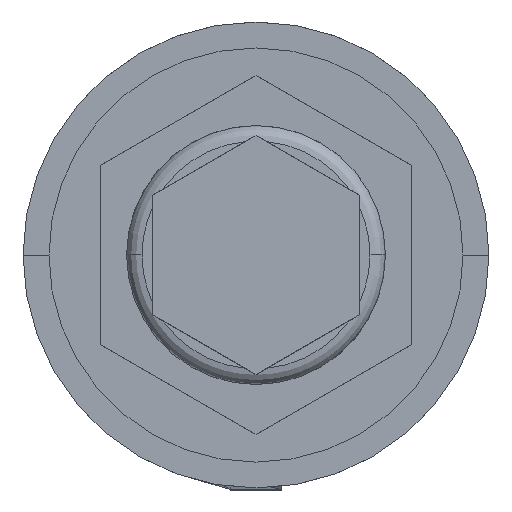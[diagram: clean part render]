
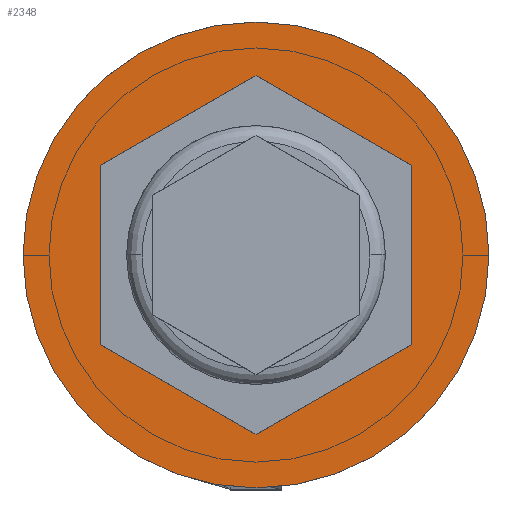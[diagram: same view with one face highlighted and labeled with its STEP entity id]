
A CAD part, top view. The second image highlights one B-rep face of the part: STEP entity #2348.
In plain terms, the highlighted planar face has unit normal (0, 0, 1).
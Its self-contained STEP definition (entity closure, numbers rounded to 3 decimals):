
#247 = DIRECTION ( 'NONE',  ( -0.866, 0.5, 0. ) ) ;
#259 = ORIENTED_EDGE ( 'NONE', *, *, #1191, .F. ) ;
#280 = EDGE_CURVE ( 'NONE', #2694, #345, #471, .T. ) ;
#345 = VERTEX_POINT ( 'NONE', #2351 ) ;
#382 = AXIS2_PLACEMENT_3D ( 'NONE', #1425, #496, #1737 ) ;
#426 = ORIENTED_EDGE ( 'NONE', *, *, #3209, .T. ) ;
#456 = VERTEX_POINT ( 'NONE', #2617 ) ;
#471 = LINE ( 'NONE', #760, #4053 ) ;
#489 = CARTESIAN_POINT ( 'NONE',  ( 0., 3.464, 0. ) ) ;
#496 = DIRECTION ( 'NONE',  ( 0., 0., 1. ) ) ;
#590 = DIRECTION ( 'NONE',  ( 0., -1., 0. ) ) ;
#591 = VERTEX_POINT ( 'NONE', #1780 ) ;
#702 = AXIS2_PLACEMENT_3D ( 'NONE', #2586, #2917, #3843 ) ;
#760 = CARTESIAN_POINT ( 'NONE',  ( 3., -1.732, 0. ) ) ;
#831 = CARTESIAN_POINT ( 'NONE',  ( 0., 3.464, 0. ) ) ;
#940 = PLANE ( 'NONE',  #702 ) ;
#985 = CARTESIAN_POINT ( 'NONE',  ( 0., 0., 0. ) ) ;
#999 = ORIENTED_EDGE ( 'NONE', *, *, #1593, .F. ) ;
#1098 = VECTOR ( 'NONE', #2679, 1000. ) ;
#1191 = EDGE_CURVE ( 'NONE', #4005, #4025, #2079, .T. ) ;
#1224 = CARTESIAN_POINT ( 'NONE',  ( -3., 1.732, 0. ) ) ;
#1253 = LINE ( 'NONE', #3090, #3071 ) ;
#1271 = CARTESIAN_POINT ( 'NONE',  ( 4.5, 0., 0. ) ) ;
#1331 = FACE_OUTER_BOUND ( 'NONE', #2761, .T. ) ;
#1425 = CARTESIAN_POINT ( 'NONE',  ( 0., 0., 0. ) ) ;
#1566 = VECTOR ( 'NONE', #3188, 1000. ) ;
#1571 = VECTOR ( 'NONE', #247, 1000. ) ;
#1593 = EDGE_CURVE ( 'NONE', #591, #2694, #1253, .T. ) ;
#1607 = ORIENTED_EDGE ( 'NONE', *, *, #3410, .T. ) ;
#1624 = LINE ( 'NONE', #1992, #1566 ) ;
#1643 = FACE_BOUND ( 'NONE', #3244, .T. ) ;
#1699 = CIRCLE ( 'NONE', #2885, 4.5 ) ;
#1737 = DIRECTION ( 'NONE',  ( 1., 0., 0. ) ) ;
#1765 = VERTEX_POINT ( 'NONE', #2282 ) ;
#1780 = CARTESIAN_POINT ( 'NONE',  ( 0., -3.464, 0. ) ) ;
#1782 = CARTESIAN_POINT ( 'NONE',  ( 3., 1.732, 0. ) ) ;
#1946 = ORIENTED_EDGE ( 'NONE', *, *, #3456, .F. ) ;
#1985 = ORIENTED_EDGE ( 'NONE', *, *, #3107, .F. ) ;
#1992 = CARTESIAN_POINT ( 'NONE',  ( -3., -1.732, 0. ) ) ;
#2079 = LINE ( 'NONE', #489, #1098 ) ;
#2248 = ORIENTED_EDGE ( 'NONE', *, *, #280, .F. ) ;
#2282 = CARTESIAN_POINT ( 'NONE',  ( -4.5, 0., 0. ) ) ;
#2348 = ADVANCED_FACE ( 'NONE', ( #1643, #1331 ), #940, .T. ) ;
#2351 = CARTESIAN_POINT ( 'NONE',  ( 3., 1.732, 0. ) ) ;
#2360 = VECTOR ( 'NONE', #590, 1000. ) ;
#2570 = DIRECTION ( 'NONE',  ( 0., 0., 1. ) ) ;
#2586 = CARTESIAN_POINT ( 'NONE',  ( 0., 0., 0. ) ) ;
#2614 = ORIENTED_EDGE ( 'NONE', *, *, #4034, .F. ) ;
#2617 = CARTESIAN_POINT ( 'NONE',  ( -3., -1.732, 0. ) ) ;
#2679 = DIRECTION ( 'NONE',  ( -0.866, -0.5, 0. ) ) ;
#2694 = VERTEX_POINT ( 'NONE', #2835 ) ;
#2723 = VERTEX_POINT ( 'NONE', #1271 ) ;
#2761 = EDGE_LOOP ( 'NONE', ( #1607, #426 ) ) ;
#2835 = CARTESIAN_POINT ( 'NONE',  ( 3., -1.732, 0. ) ) ;
#2885 = AXIS2_PLACEMENT_3D ( 'NONE', #985, #2570, #3498 ) ;
#2917 = DIRECTION ( 'NONE',  ( 0., 0., 1. ) ) ;
#2947 = DIRECTION ( 'NONE',  ( 0., 1., 0. ) ) ;
#3071 = VECTOR ( 'NONE', #3478, 1000. ) ;
#3072 = LINE ( 'NONE', #1782, #1571 ) ;
#3090 = CARTESIAN_POINT ( 'NONE',  ( 0., -3.464, 0. ) ) ;
#3095 = CARTESIAN_POINT ( 'NONE',  ( -3., 1.732, 0. ) ) ;
#3107 = EDGE_CURVE ( 'NONE', #4025, #456, #3415, .T. ) ;
#3188 = DIRECTION ( 'NONE',  ( 0.866, -0.5, 0. ) ) ;
#3209 = EDGE_CURVE ( 'NONE', #1765, #2723, #3867, .T. ) ;
#3244 = EDGE_LOOP ( 'NONE', ( #2614, #2248, #999, #1946, #1985, #259 ) ) ;
#3410 = EDGE_CURVE ( 'NONE', #2723, #1765, #1699, .T. ) ;
#3415 = LINE ( 'NONE', #1224, #2360 ) ;
#3456 = EDGE_CURVE ( 'NONE', #456, #591, #1624, .T. ) ;
#3478 = DIRECTION ( 'NONE',  ( 0.866, 0.5, 0. ) ) ;
#3498 = DIRECTION ( 'NONE',  ( 1., 0., 0. ) ) ;
#3843 = DIRECTION ( 'NONE',  ( 1., 0., 0. ) ) ;
#3867 = CIRCLE ( 'NONE', #382, 4.5 ) ;
#4005 = VERTEX_POINT ( 'NONE', #831 ) ;
#4025 = VERTEX_POINT ( 'NONE', #3095 ) ;
#4034 = EDGE_CURVE ( 'NONE', #345, #4005, #3072, .T. ) ;
#4053 = VECTOR ( 'NONE', #2947, 1000. ) ;
